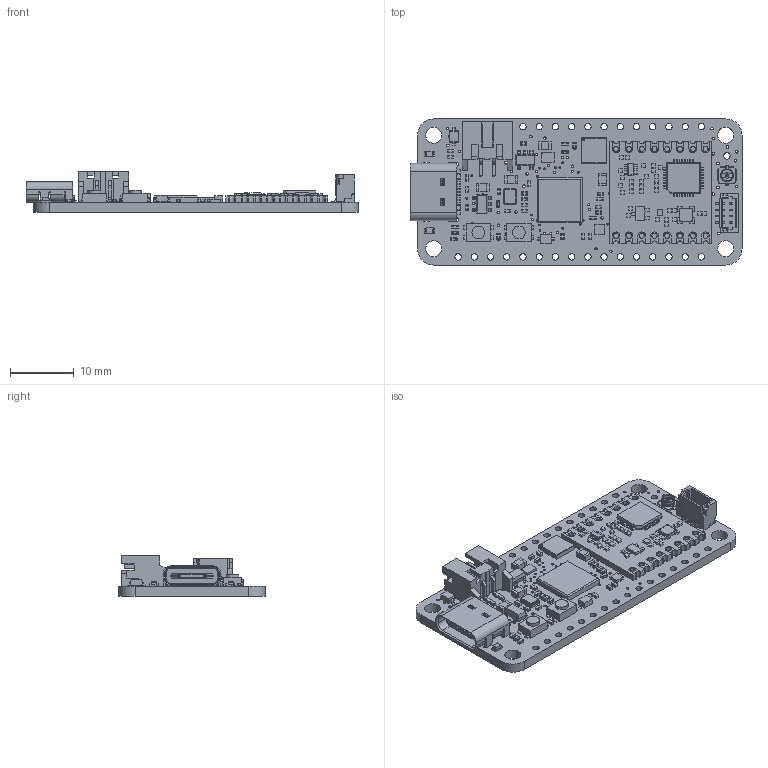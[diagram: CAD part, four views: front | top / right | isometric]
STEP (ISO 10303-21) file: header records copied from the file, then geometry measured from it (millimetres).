
FILE_DESCRIPTION(/* description */ (''),/* implementation_level */ '2;1');
FILE_NAME(/* name */ 'PCB Component.step',/* time_stamp */ '2023-04-04T10:52:48-04:00',/* author */ (''),/* organization */ (''),/* preprocessor_version */ 'ST-DEVELOPER v19.2',/* originating_system */ 'Autodesk Translation Framework v12.4.0.73',/* authorisation */ '');
FILE_SCHEMA (('AUTOMOTIVE_DESIGN { 1 0 10303 214 3 1 1 }'));
Products named in the file (19): PCB Component; Board; 10uF; ORANGE; 10K; KMR2; RT9080-3.3; JSTPH; MCP73831T-2ACI/OT; WS2812B_SK6805_1515; 8MB QSPI; 1N4148; DMG3415UFY; USB Type C; RP2040_QFN56; 12MHz/12pF; STEMMA_I2C_QTRA; RFM9x; uFL
Assembly tree (52 placements, depth 2):
  PCB Component
    Board
    10uF  x4
    ORANGE  x2
    10K  x29
    KMR2  x2
    RT9080-3.3
    JSTPH
    MCP73831T-2ACI/OT
    WS2812B_SK6805_1515
    8MB QSPI
    1N4148  x2
    DMG3415UFY
    USB Type C
    RP2040_QFN56
    12MHz/12pF
    STEMMA_I2C_QTRA
    RFM9x
    uFL
Bounding box: 51.98 x 22.86 x 6.37 mm (x, y, z)
Volume: 2380.8 mm3; surface area: 5519.3 mm2
Topology: 212 solids, 212 shells, 3910 faces, 9714 edges, 6006 vertices
Faces by surface type: plane 2499, cylinder 1132, sphere 238, torus 22, bspline 10, cone 9
Full cylindrical faces by diameter (mm): 0.15 x1, 0.3 x42, 0.35 x13, 0.381 x4, 0.394 x4, 0.4 x71, 0.45 x1, 0.5 x3, 0.65 x2, 0.8 x16, 1 x29, 1.8 x1, 1.95 x1, 2 x4, 2.5 x2, 2.54 x2
Entity records: 76829 total; most frequent: CARTESIAN_POINT 13193, ORIENTED_EDGE 12716, DIRECTION 12531, EDGE_CURVE 6358, LINE 5183, VECTOR 5183, VERTEX_POINT 4154, AXIS2_PLACEMENT_3D 3674
